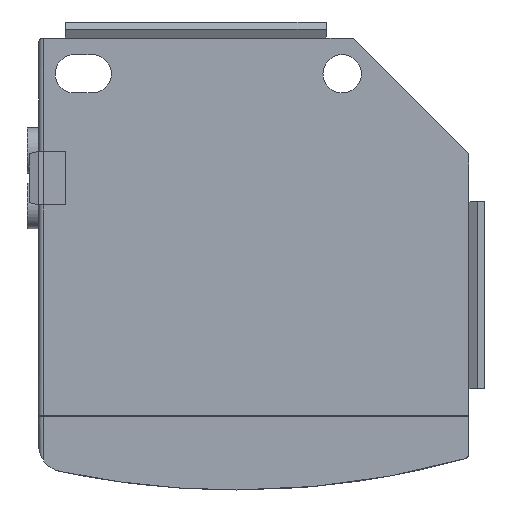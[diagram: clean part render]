
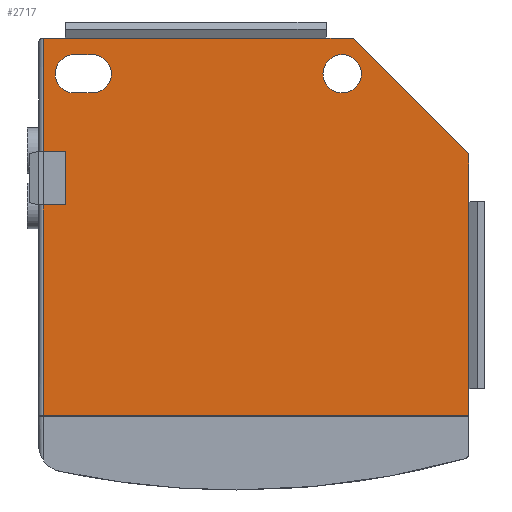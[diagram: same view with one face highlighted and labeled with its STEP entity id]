
A CAD part, front view. The second image highlights one B-rep face of the part: STEP entity #2717.
In plain terms, the highlighted planar face has unit normal (0, -1, 0).
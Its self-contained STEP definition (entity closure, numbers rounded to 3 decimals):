
#104 = CARTESIAN_POINT ( 'NONE',  ( 3., -11.5, -12.3 ) ) ;
#131 = EDGE_LOOP ( 'NONE', ( #4938, #1247, #1066, #3387 ) ) ;
#207 = FACE_BOUND ( 'NONE', #2761, .T. ) ;
#221 = CARTESIAN_POINT ( 'NONE',  ( 0.5, -11.5, 6.4 ) ) ;
#259 = CARTESIAN_POINT ( 'NONE',  ( 48.2, -11.5, -35.9 ) ) ;
#262 = ORIENTED_EDGE ( 'NONE', *, *, #1860, .F. ) ;
#272 = LINE ( 'NONE', #6467, #2223 ) ;
#303 = VECTOR ( 'NONE', #1783, 1000. ) ;
#351 = DIRECTION ( 'NONE',  ( 1., 0., 0. ) ) ;
#441 = VERTEX_POINT ( 'NONE', #6018 ) ;
#442 = EDGE_CURVE ( 'NONE', #5427, #2748, #272, .T. ) ;
#495 = VERTEX_POINT ( 'NONE', #4643 ) ;
#521 = CARTESIAN_POINT ( 'NONE',  ( 0.5, -11.5, 6.4 ) ) ;
#538 = DIRECTION ( 'NONE',  ( -1., 0., 0. ) ) ;
#613 = LINE ( 'NONE', #5812, #2507 ) ;
#625 = EDGE_CURVE ( 'NONE', #2998, #2649, #4493, .T. ) ;
#647 = EDGE_CURVE ( 'NONE', #2748, #1951, #3796, .T. ) ;
#696 = LINE ( 'NONE', #221, #4563 ) ;
#741 = EDGE_CURVE ( 'NONE', #5644, #5242, #4374, .T. ) ;
#792 = DIRECTION ( 'NONE',  ( 0., 1., 0. ) ) ;
#849 = EDGE_CURVE ( 'NONE', #441, #2998, #2909, .T. ) ;
#1065 = CARTESIAN_POINT ( 'NONE',  ( 4., -11.5, 2.4 ) ) ;
#1066 = ORIENTED_EDGE ( 'NONE', *, *, #849, .T. ) ;
#1095 = DIRECTION ( 'NONE',  ( 0., 0., -1. ) ) ;
#1126 = VECTOR ( 'NONE', #538, 1000. ) ;
#1174 = CARTESIAN_POINT ( 'NONE',  ( 48.054, -11.5, -6.457 ) ) ;
#1232 = VERTEX_POINT ( 'NONE', #1314 ) ;
#1247 = ORIENTED_EDGE ( 'NONE', *, *, #2976, .T. ) ;
#1314 = CARTESIAN_POINT ( 'NONE',  ( 34., -11.5, 0.25 ) ) ;
#1331 = VERTEX_POINT ( 'NONE', #4624 ) ;
#1339 = EDGE_LOOP ( 'NONE', ( #2008, #262, #2813, #4847, #2082, #1911, #6223, #1749, #2656, #4552, #2601 ) ) ;
#1370 = EDGE_CURVE ( 'NONE', #1951, #5390, #5768, .T. ) ;
#1421 = CARTESIAN_POINT ( 'NONE',  ( 0.5, -11.5, -35.9 ) ) ;
#1524 = LINE ( 'NONE', #521, #1878 ) ;
#1622 = DIRECTION ( 'NONE',  ( 0., 1., 0. ) ) ;
#1675 = DIRECTION ( 'NONE',  ( 1., 0., 0. ) ) ;
#1686 = CARTESIAN_POINT ( 'NONE',  ( 6., -11.5, 4.55 ) ) ;
#1692 = VERTEX_POINT ( 'NONE', #4586 ) ;
#1731 = DIRECTION ( 'NONE',  ( -1., 0., 0. ) ) ;
#1749 = ORIENTED_EDGE ( 'NONE', *, *, #442, .T. ) ;
#1783 = DIRECTION ( 'NONE',  ( 0., 0., 1. ) ) ;
#1860 = EDGE_CURVE ( 'NONE', #3571, #5242, #3636, .T. ) ;
#1878 = VECTOR ( 'NONE', #6167, 1000. ) ;
#1897 = AXIS2_PLACEMENT_3D ( 'NONE', #6264, #1622, #5735 ) ;
#1911 = ORIENTED_EDGE ( 'NONE', *, *, #4737, .F. ) ;
#1931 = EDGE_CURVE ( 'NONE', #5644, #5390, #6388, .T. ) ;
#1951 = VERTEX_POINT ( 'NONE', #2784 ) ;
#2008 = ORIENTED_EDGE ( 'NONE', *, *, #741, .T. ) ;
#2082 = ORIENTED_EDGE ( 'NONE', *, *, #2495, .F. ) ;
#2133 = LINE ( 'NONE', #5163, #3768 ) ;
#2223 = VECTOR ( 'NONE', #3408, 1000. ) ;
#2259 = EDGE_CURVE ( 'NONE', #2944, #3571, #5578, .T. ) ;
#2455 = AXIS2_PLACEMENT_3D ( 'NONE', #1065, #5220, #1095 ) ;
#2495 = EDGE_CURVE ( 'NONE', #1331, #2651, #3087, .T. ) ;
#2507 = VECTOR ( 'NONE', #1731, 1000. ) ;
#2562 = EDGE_CURVE ( 'NONE', #1232, #1692, #3314, .T. ) ;
#2601 = ORIENTED_EDGE ( 'NONE', *, *, #1931, .F. ) ;
#2649 = VERTEX_POINT ( 'NONE', #5914 ) ;
#2651 = VERTEX_POINT ( 'NONE', #5364 ) ;
#2656 = ORIENTED_EDGE ( 'NONE', *, *, #647, .T. ) ;
#2717 = ADVANCED_FACE ( 'NONE', ( #4826, #4389, #207 ), #6396, .T. ) ;
#2748 = VERTEX_POINT ( 'NONE', #4042 ) ;
#2761 = EDGE_LOOP ( 'NONE', ( #3462, #4632 ) ) ;
#2778 = CARTESIAN_POINT ( 'NONE',  ( 6., -11.5, 2.4 ) ) ;
#2784 = CARTESIAN_POINT ( 'NONE',  ( 3., -11.5, -12.3 ) ) ;
#2813 = ORIENTED_EDGE ( 'NONE', *, *, #2259, .F. ) ;
#2878 = VECTOR ( 'NONE', #5180, 1000. ) ;
#2909 = LINE ( 'NONE', #4970, #4280 ) ;
#2944 = VERTEX_POINT ( 'NONE', #1174 ) ;
#2950 = EDGE_CURVE ( 'NONE', #1692, #1232, #5363, .T. ) ;
#2976 = EDGE_CURVE ( 'NONE', #5935, #441, #3640, .T. ) ;
#2994 = AXIS2_PLACEMENT_3D ( 'NONE', #3226, #6346, #1675 ) ;
#2998 = VERTEX_POINT ( 'NONE', #1686 ) ;
#3087 = CIRCLE ( 'NONE', #4602, 0.5 ) ;
#3172 = DIRECTION ( 'NONE',  ( 0., 1., 0. ) ) ;
#3226 = CARTESIAN_POINT ( 'NONE',  ( 47.7, -11.5, -6.81 ) ) ;
#3314 = CIRCLE ( 'NONE', #1897, 2.15 ) ;
#3387 = ORIENTED_EDGE ( 'NONE', *, *, #625, .T. ) ;
#3408 = DIRECTION ( 'NONE',  ( 1., 0., 0. ) ) ;
#3462 = ORIENTED_EDGE ( 'NONE', *, *, #2950, .T. ) ;
#3525 = CARTESIAN_POINT ( 'NONE',  ( 0.5, -11.5, -12.3 ) ) ;
#3571 = VERTEX_POINT ( 'NONE', #5064 ) ;
#3636 = LINE ( 'NONE', #5693, #2878 ) ;
#3640 = CIRCLE ( 'NONE', #2455, 2.15 ) ;
#3768 = VECTOR ( 'NONE', #5607, 1000. ) ;
#3776 = EDGE_CURVE ( 'NONE', #2651, #2944, #2133, .T. ) ;
#3779 = DIRECTION ( 'NONE',  ( 0.707, 0., 0.707 ) ) ;
#3796 = LINE ( 'NONE', #4843, #4054 ) ;
#4042 = CARTESIAN_POINT ( 'NONE',  ( 3., -11.5, -6.3 ) ) ;
#4054 = VECTOR ( 'NONE', #5383, 1000. ) ;
#4208 = DIRECTION ( 'NONE',  ( 0., 0., -1. ) ) ;
#4276 = DIRECTION ( 'NONE',  ( 0., 1., 0. ) ) ;
#4280 = VECTOR ( 'NONE', #351, 1000. ) ;
#4354 = DIRECTION ( 'NONE',  ( 1., 0., 0. ) ) ;
#4374 = LINE ( 'NONE', #5409, #6350 ) ;
#4389 = FACE_BOUND ( 'NONE', #131, .T. ) ;
#4493 = CIRCLE ( 'NONE', #4809, 2.15 ) ;
#4552 = ORIENTED_EDGE ( 'NONE', *, *, #1370, .T. ) ;
#4563 = VECTOR ( 'NONE', #4807, 1000. ) ;
#4586 = CARTESIAN_POINT ( 'NONE',  ( 34., -11.5, 4.55 ) ) ;
#4602 = AXIS2_PLACEMENT_3D ( 'NONE', #4654, #3172, #3779 ) ;
#4624 = CARTESIAN_POINT ( 'NONE',  ( 35., -11.5, 6.4 ) ) ;
#4632 = ORIENTED_EDGE ( 'NONE', *, *, #2562, .T. ) ;
#4643 = CARTESIAN_POINT ( 'NONE',  ( 0.5, -11.5, 6.4 ) ) ;
#4649 = CARTESIAN_POINT ( 'NONE',  ( 34., -11.5, 2.4 ) ) ;
#4654 = CARTESIAN_POINT ( 'NONE',  ( 35., -11.5, 5.9 ) ) ;
#4737 = EDGE_CURVE ( 'NONE', #495, #1331, #696, .T. ) ;
#4807 = DIRECTION ( 'NONE',  ( 1., 0., 0. ) ) ;
#4809 = AXIS2_PLACEMENT_3D ( 'NONE', #2778, #792, #5898 ) ;
#4814 = EDGE_CURVE ( 'NONE', #2649, #5935, #613, .T. ) ;
#4826 = FACE_OUTER_BOUND ( 'NONE', #1339, .T. ) ;
#4843 = CARTESIAN_POINT ( 'NONE',  ( 3., -11.5, -6.3 ) ) ;
#4847 = ORIENTED_EDGE ( 'NONE', *, *, #3776, .F. ) ;
#4938 = ORIENTED_EDGE ( 'NONE', *, *, #4814, .T. ) ;
#4970 = CARTESIAN_POINT ( 'NONE',  ( 4., -11.5, 4.55 ) ) ;
#5064 = CARTESIAN_POINT ( 'NONE',  ( 48.2, -11.5, -6.81 ) ) ;
#5163 = CARTESIAN_POINT ( 'NONE',  ( 48.054, -11.5, -6.457 ) ) ;
#5180 = DIRECTION ( 'NONE',  ( 0., 0., -1. ) ) ;
#5192 = CARTESIAN_POINT ( 'NONE',  ( 4., -11.5, 0.25 ) ) ;
#5220 = DIRECTION ( 'NONE',  ( 0., 1., 0. ) ) ;
#5242 = VERTEX_POINT ( 'NONE', #259 ) ;
#5363 = CIRCLE ( 'NONE', #5574, 2.15 ) ;
#5364 = CARTESIAN_POINT ( 'NONE',  ( 35.354, -11.5, 6.253 ) ) ;
#5383 = DIRECTION ( 'NONE',  ( 0., 0., -1. ) ) ;
#5387 = CARTESIAN_POINT ( 'NONE',  ( 0.5, -11.5, -35.9 ) ) ;
#5390 = VERTEX_POINT ( 'NONE', #3525 ) ;
#5392 = EDGE_CURVE ( 'NONE', #5427, #495, #1524, .T. ) ;
#5409 = CARTESIAN_POINT ( 'NONE',  ( 0.5, -11.5, -35.9 ) ) ;
#5427 = VERTEX_POINT ( 'NONE', #5612 ) ;
#5464 = CARTESIAN_POINT ( 'NONE',  ( 0.5, -11.5, -35.9 ) ) ;
#5469 = AXIS2_PLACEMENT_3D ( 'NONE', #5464, #6016, #4354 ) ;
#5574 = AXIS2_PLACEMENT_3D ( 'NONE', #4649, #4276, #4208 ) ;
#5578 = CIRCLE ( 'NONE', #2994, 0.5 ) ;
#5607 = DIRECTION ( 'NONE',  ( 0.707, 0., -0.707 ) ) ;
#5612 = CARTESIAN_POINT ( 'NONE',  ( 0.5, -11.5, -6.3 ) ) ;
#5644 = VERTEX_POINT ( 'NONE', #1421 ) ;
#5693 = CARTESIAN_POINT ( 'NONE',  ( 48.2, -11.5, -6.81 ) ) ;
#5735 = DIRECTION ( 'NONE',  ( 0., 0., -1. ) ) ;
#5768 = LINE ( 'NONE', #104, #1126 ) ;
#5812 = CARTESIAN_POINT ( 'NONE',  ( 6., -11.5, 0.25 ) ) ;
#5898 = DIRECTION ( 'NONE',  ( 0., 0., 1. ) ) ;
#5914 = CARTESIAN_POINT ( 'NONE',  ( 6., -11.5, 0.25 ) ) ;
#5935 = VERTEX_POINT ( 'NONE', #5192 ) ;
#6016 = DIRECTION ( 'NONE',  ( 0., -1., 0. ) ) ;
#6018 = CARTESIAN_POINT ( 'NONE',  ( 4., -11.5, 4.55 ) ) ;
#6167 = DIRECTION ( 'NONE',  ( 0., 0., 1. ) ) ;
#6223 = ORIENTED_EDGE ( 'NONE', *, *, #5392, .F. ) ;
#6264 = CARTESIAN_POINT ( 'NONE',  ( 34., -11.5, 2.4 ) ) ;
#6346 = DIRECTION ( 'NONE',  ( 0., 1., 0. ) ) ;
#6350 = VECTOR ( 'NONE', #6451, 1000. ) ;
#6388 = LINE ( 'NONE', #5387, #303 ) ;
#6396 = PLANE ( 'NONE',  #5469 ) ;
#6451 = DIRECTION ( 'NONE',  ( 1., 0., 0. ) ) ;
#6467 = CARTESIAN_POINT ( 'NONE',  ( 0.5, -11.5, -6.3 ) ) ;
